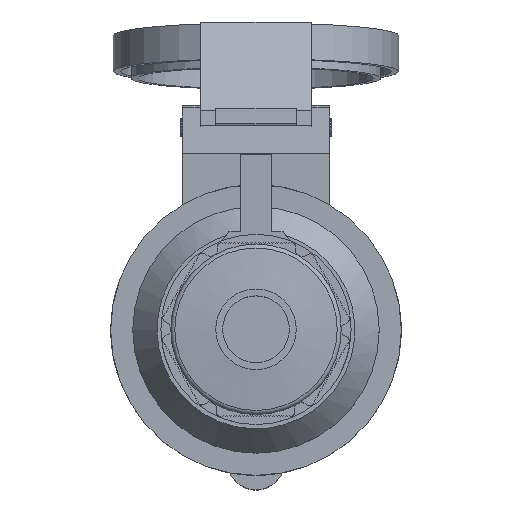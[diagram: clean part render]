
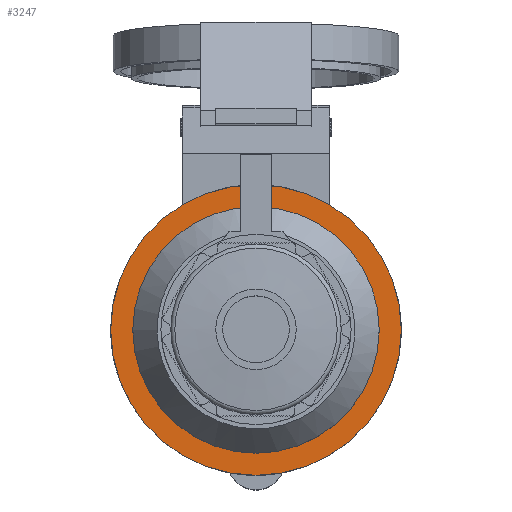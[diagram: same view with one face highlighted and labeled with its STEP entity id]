
A CAD part, top view. The second image highlights one B-rep face of the part: STEP entity #3247.
In plain terms, the highlighted planar face has unit normal (0, 0, 1).
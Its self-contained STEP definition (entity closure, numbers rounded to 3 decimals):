
#3247=ADVANCED_FACE('',(#4238,#4239),#3778,.T.);
#3778=PLANE('',#10445);
#4238=FACE_BOUND('',#4415,.T.);
#4239=FACE_BOUND('',#4416,.T.);
#4415=EDGE_LOOP('',(#5121));
#4416=EDGE_LOOP('',(#5122));
#5121=ORIENTED_EDGE('',*,*,#8895,.T.);
#5122=ORIENTED_EDGE('',*,*,#8819,.F.);
#7847=VERTEX_POINT('',#13769);
#7908=VERTEX_POINT('',#13935);
#8819=EDGE_CURVE('',#7847,#7847,#10235,.T.);
#8895=EDGE_CURVE('',#7908,#7908,#10261,.T.);
#10235=CIRCLE('',#10401,32.3);
#10261=CIRCLE('',#10444,27.4);
#10401=AXIS2_PLACEMENT_3D('',#13768,#11114,#11115);
#10444=AXIS2_PLACEMENT_3D('',#13934,#11246,#11247);
#10445=AXIS2_PLACEMENT_3D('',#13936,#11248,#11249);
#11114=DIRECTION('',(0.,0.,-1.));
#11115=DIRECTION('',(-1.,0.,0.));
#11246=DIRECTION('',(0.,0.,-1.));
#11247=DIRECTION('',(-1.,0.,0.));
#11248=DIRECTION('',(0.,0.,1.));
#11249=DIRECTION('',(1.,0.,0.));
#13768=CARTESIAN_POINT('',(0.,0.,52.9));
#13769=CARTESIAN_POINT('',(-32.3,0.,52.9));
#13934=CARTESIAN_POINT('',(0.,0.,52.9));
#13935=CARTESIAN_POINT('',(-27.4,0.,52.9));
#13936=CARTESIAN_POINT('',(0.,32.3,52.9));
